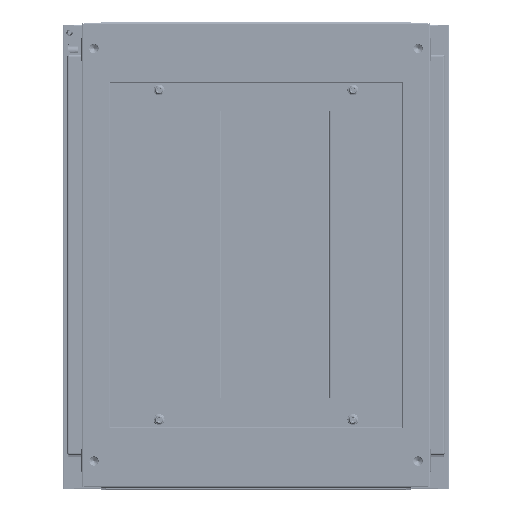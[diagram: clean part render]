
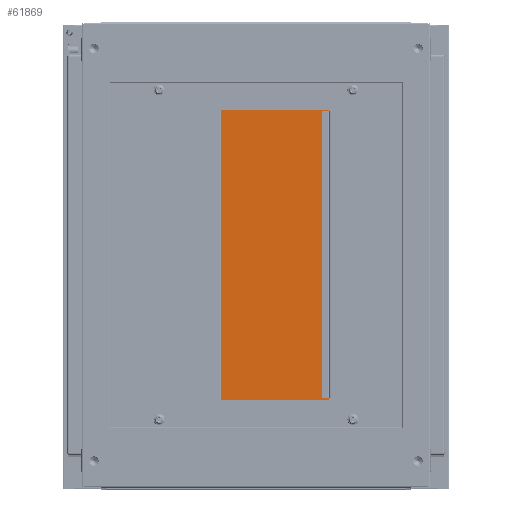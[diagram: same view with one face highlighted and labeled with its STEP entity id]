
A CAD part, top view. The second image highlights one B-rep face of the part: STEP entity #61869.
In plain terms, the highlighted face is planar.
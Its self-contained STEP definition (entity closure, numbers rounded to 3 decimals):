
#43731 = VERTEX_POINT ( 'NONE', #102105 ) ;
#43749 = VERTEX_POINT ( 'NONE', #102123 ) ;
#43869 = VERTEX_POINT ( 'NONE', #102246 ) ;
#43912 = VERTEX_POINT ( 'NONE', #102290 ) ;
#43918 = VERTEX_POINT ( 'NONE', #102295 ) ;
#44026 = VERTEX_POINT ( 'NONE', #102405 ) ;
#44138 = VERTEX_POINT ( 'NONE', #102521 ) ;
#44178 = VERTEX_POINT ( 'NONE', #102561 ) ;
#44785 = EDGE_LOOP ( 'NONE', ( #81061, #81060, #81056, #81054, #81053, #81051, #81049, #81047 ) ) ;
#54932 = EDGE_CURVE ( 'NONE', #43731, #44138, #91889, .T. ) ;
#54937 = EDGE_CURVE ( 'NONE', #44026, #44138, #91934, .T. ) ;
#54938 = EDGE_CURVE ( 'NONE', #43749, #43918, #91915, .T. ) ;
#54939 = EDGE_CURVE ( 'NONE', #43912, #43731, #91972, .T. ) ;
#54940 = EDGE_CURVE ( 'NONE', #43912, #44178, #91978, .T. ) ;
#54942 = EDGE_CURVE ( 'NONE', #44178, #43749, #91960, .T. ) ;
#54943 = EDGE_CURVE ( 'NONE', #43869, #44026, #91989, .T. ) ;
#54945 = EDGE_CURVE ( 'NONE', #43918, #43869, #91968, .T. ) ;
#60468 = AXIS2_PLACEMENT_3D ( 'NONE', #68494, #68529, #68530 ) ;
#61869 = ADVANCED_FACE ( 'NONE', ( #79826 ), #68493, .T. ) ;
#68493 = PLANE ( 'NONE',  #60468 ) ;
#68494 = CARTESIAN_POINT ( 'NONE',  ( -200., -74., 1.5 ) ) ;
#68529 = DIRECTION ( 'NONE',  ( 0., 0., 1. ) ) ;
#68530 = DIRECTION ( 'NONE',  ( 1., 0., 0. ) ) ;
#79826 = FACE_OUTER_BOUND ( 'NONE', #44785, .T. ) ;
#81047 = ORIENTED_EDGE ( 'NONE', *, *, #54932, .F. ) ;
#81049 = ORIENTED_EDGE ( 'NONE', *, *, #54937, .T. ) ;
#81051 = ORIENTED_EDGE ( 'NONE', *, *, #54943, .T. ) ;
#81053 = ORIENTED_EDGE ( 'NONE', *, *, #54945, .T. ) ;
#81054 = ORIENTED_EDGE ( 'NONE', *, *, #54938, .T. ) ;
#81056 = ORIENTED_EDGE ( 'NONE', *, *, #54942, .T. ) ;
#81060 = ORIENTED_EDGE ( 'NONE', *, *, #54940, .T. ) ;
#81061 = ORIENTED_EDGE ( 'NONE', *, *, #54939, .F. ) ;
#91889 = LINE ( 'NONE', #92378, #91911 ) ;
#91911 = VECTOR ( 'NONE', #92380, 1000. ) ;
#91915 = LINE ( 'NONE', #92412, #91965 ) ;
#91934 = LINE ( 'NONE', #92415, #91937 ) ;
#91937 = VECTOR ( 'NONE', #92418, 1000. ) ;
#91960 = LINE ( 'NONE', #92457, #91962 ) ;
#91962 = VECTOR ( 'NONE', #92459, 1000. ) ;
#91965 = VECTOR ( 'NONE', #92424, 1000. ) ;
#91968 = LINE ( 'NONE', #92454, #92000 ) ;
#91972 = LINE ( 'NONE', #92429, #91975 ) ;
#91975 = VECTOR ( 'NONE', #92432, 1000. ) ;
#91978 = LINE ( 'NONE', #92436, #91980 ) ;
#91980 = VECTOR ( 'NONE', #92439, 1000. ) ;
#91989 = LINE ( 'NONE', #92464, #91991 ) ;
#91991 = VECTOR ( 'NONE', #92467, 1000. ) ;
#92000 = VECTOR ( 'NONE', #92482, 1000. ) ;
#92378 = CARTESIAN_POINT ( 'NONE',  ( -185., -73., 1.5 ) ) ;
#92380 = DIRECTION ( 'NONE',  ( 0., -1., 0. ) ) ;
#92412 = CARTESIAN_POINT ( 'NONE',  ( 200., 74., 1.5 ) ) ;
#92415 = CARTESIAN_POINT ( 'NONE',  ( -200., -74., 1.5 ) ) ;
#92418 = DIRECTION ( 'NONE',  ( 1., 0., 0. ) ) ;
#92424 = DIRECTION ( 'NONE',  ( 0., 1., 0. ) ) ;
#92429 = CARTESIAN_POINT ( 'NONE',  ( 185., -72.99, 1.5 ) ) ;
#92432 = DIRECTION ( 'NONE',  ( -1., 0., 0. ) ) ;
#92436 = CARTESIAN_POINT ( 'NONE',  ( 185., -73., 1.5 ) ) ;
#92439 = DIRECTION ( 'NONE',  ( 0., -1., 0. ) ) ;
#92454 = CARTESIAN_POINT ( 'NONE',  ( -200., 74., 1.5 ) ) ;
#92457 = CARTESIAN_POINT ( 'NONE',  ( -200., -74., 1.5 ) ) ;
#92459 = DIRECTION ( 'NONE',  ( 1., 0., 0. ) ) ;
#92464 = CARTESIAN_POINT ( 'NONE',  ( -200., 74., 1.5 ) ) ;
#92467 = DIRECTION ( 'NONE',  ( 0., -1., 0. ) ) ;
#92482 = DIRECTION ( 'NONE',  ( -1., 0., 0. ) ) ;
#102105 = CARTESIAN_POINT ( 'NONE',  ( -185., -72.99, 1.5 ) ) ;
#102123 = CARTESIAN_POINT ( 'NONE',  ( 200., -74., 1.5 ) ) ;
#102246 = CARTESIAN_POINT ( 'NONE',  ( -200., 74., 1.5 ) ) ;
#102290 = CARTESIAN_POINT ( 'NONE',  ( 185., -72.99, 1.5 ) ) ;
#102295 = CARTESIAN_POINT ( 'NONE',  ( 200., 74., 1.5 ) ) ;
#102405 = CARTESIAN_POINT ( 'NONE',  ( -200., -74., 1.5 ) ) ;
#102521 = CARTESIAN_POINT ( 'NONE',  ( -185., -74., 1.5 ) ) ;
#102561 = CARTESIAN_POINT ( 'NONE',  ( 185., -74., 1.5 ) ) ;
